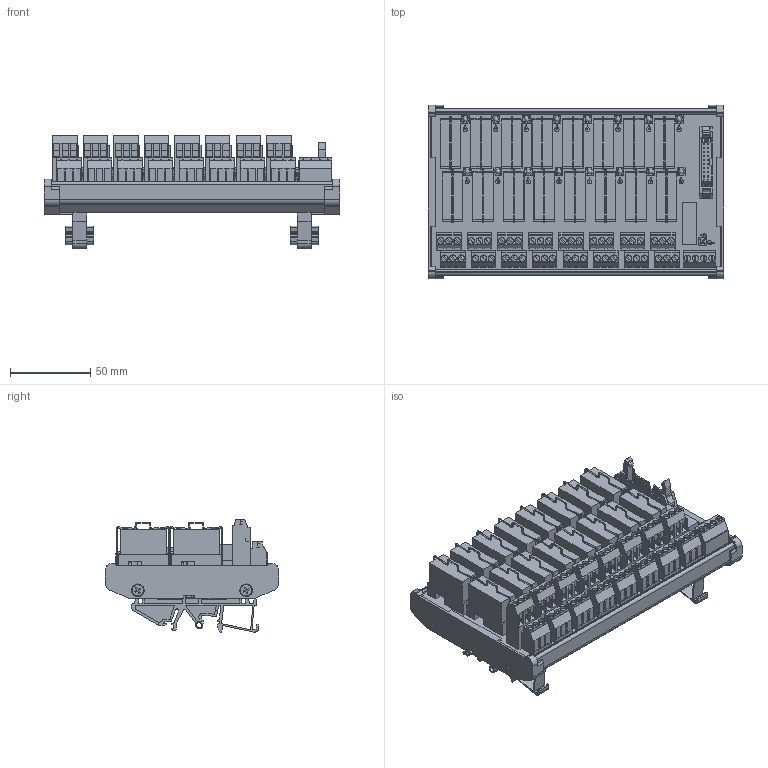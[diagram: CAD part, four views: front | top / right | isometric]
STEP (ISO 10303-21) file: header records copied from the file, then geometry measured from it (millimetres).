
FILE_DESCRIPTION(('CATIA V5R22 STEP214','CAx-IF Rec.Pracs.--- Model Styling and Organization---1.4--- 2014-01-23'),'2;1');
FILE_NAME ('034066-2_0', '2023-07-21T08:31:02+00:00', ('Weidmueller Interface'), ('Weidmueller'), 'CATIA Version 5-6 Release 2016 SP3 HF44', 'CATIA V5 STEP AP214', 'none');
FILE_SCHEMA(('AUTOMOTIVE_DESIGN { 1 0 10303 214 1 1 1 1 }'));
Products named in the file (1): 9445100000_RSM-16 C 1CO S
Bounding box: 184.5 x 108.2 x 70.97 mm (x, y, z)
Volume: 268621.2 mm3; surface area: 224576 mm2
Topology: 1 solids, 17 shells, 4100 faces, 11461 edges, 7486 vertices
Faces by surface type: plane 2415, cylinder 1370, bspline 243, torus 72
Entity records: 143557 total; most frequent: CARTESIAN_POINT 38758, ORIENTED_EDGE 22850, DIRECTION 17431, EDGE_CURVE 11425, VECTOR 7523, LINE 7523, VERTEX_POINT 7486, AXIS2_PLACEMENT_3D 6052
